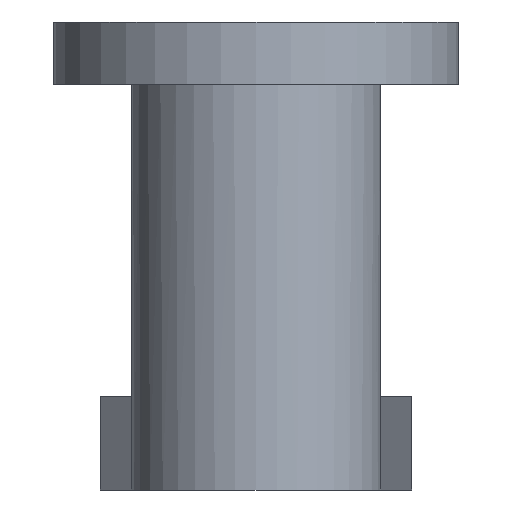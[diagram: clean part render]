
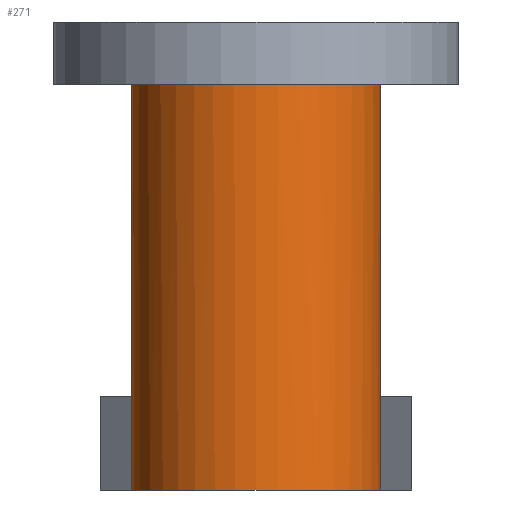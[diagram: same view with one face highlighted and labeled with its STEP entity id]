
A CAD part, left-side view. The second image highlights one B-rep face of the part: STEP entity #271.
In plain terms, the highlighted cylindrical face has radius 4 mm (diameter 8 mm), a full revolution.
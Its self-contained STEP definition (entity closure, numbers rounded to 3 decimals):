
#38=FACE_OUTER_BOUND('',#57,.T.);
#57=EDGE_LOOP('',(#217,#218,#219,#220,#221,#222,#223,#224));
#71=LINE('',#430,#91);
#77=LINE('',#445,#97);
#78=LINE('',#454,#98);
#91=VECTOR('',#346,10.);
#97=VECTOR('',#360,10.);
#98=VECTOR('',#373,4.);
#114=CIRCLE('',#306,4.);
#115=CIRCLE('',#307,4.);
#116=CIRCLE('',#309,4.);
#117=CIRCLE('',#311,4.);
#129=VERTEX_POINT('',#427);
#130=VERTEX_POINT('',#429);
#134=VERTEX_POINT('',#441);
#135=VERTEX_POINT('',#443);
#136=VERTEX_POINT('',#447);
#137=VERTEX_POINT('',#453);
#155=EDGE_CURVE('',#129,#130,#71,.T.);
#163=EDGE_CURVE('',#134,#135,#77,.T.);
#164=EDGE_CURVE('',#130,#136,#114,.T.);
#165=EDGE_CURVE('',#136,#135,#115,.T.);
#166=EDGE_CURVE('',#134,#129,#116,.T.);
#167=EDGE_CURVE('',#136,#137,#78,.T.);
#168=EDGE_CURVE('',#137,#137,#117,.T.);
#217=ORIENTED_EDGE('',*,*,#166,.F.);
#218=ORIENTED_EDGE('',*,*,#163,.T.);
#219=ORIENTED_EDGE('',*,*,#165,.F.);
#220=ORIENTED_EDGE('',*,*,#167,.T.);
#221=ORIENTED_EDGE('',*,*,#168,.F.);
#222=ORIENTED_EDGE('',*,*,#167,.F.);
#223=ORIENTED_EDGE('',*,*,#164,.F.);
#224=ORIENTED_EDGE('',*,*,#155,.F.);
#259=CYLINDRICAL_SURFACE('',#310,4.);
#271=ADVANCED_FACE('',(#38),#259,.T.);
#306=AXIS2_PLACEMENT_3D('',#448,#363,#364);
#307=AXIS2_PLACEMENT_3D('',#449,#365,#366);
#309=AXIS2_PLACEMENT_3D('',#451,#369,#370);
#310=AXIS2_PLACEMENT_3D('',#452,#371,#372);
#311=AXIS2_PLACEMENT_3D('',#455,#374,#375);
#346=DIRECTION('',(0.,0.,-1.));
#360=DIRECTION('',(0.,0.,-1.));
#363=DIRECTION('center_axis',(0.,0.,
-1.));
#364=DIRECTION('ref_axis',(-0.05,-0.999,0.));
#365=DIRECTION('center_axis',(0.,0.,
-1.));
#366=DIRECTION('ref_axis',(-0.05,-0.999,0.));
#369=DIRECTION('center_axis',(0.,0.,
-1.));
#370=DIRECTION('ref_axis',(1.,0.,0.));
#371=DIRECTION('center_axis',(0.,0.,-1.));
#372=DIRECTION('ref_axis',(1.,0.,0.));
#373=DIRECTION('',(0.,0.,1.));
#374=DIRECTION('center_axis',(0.,0.,
1.));
#375=DIRECTION('ref_axis',(1.,0.,0.));
#427=CARTESIAN_POINT('',(213.106,35.556,-16.484));
#429=CARTESIAN_POINT('',(213.106,35.556,-19.484));
#430=CARTESIAN_POINT('',(213.106,35.556,-16.484));
#441=CARTESIAN_POINT('',(213.106,43.546,-16.484));
#443=CARTESIAN_POINT('',(213.106,43.546,-19.484));
#445=CARTESIAN_POINT('',(213.106,43.546,-16.484));
#447=CARTESIAN_POINT('',(209.306,39.551,-19.484));
#448=CARTESIAN_POINT('Origin',(213.306,39.551,-19.484));
#449=CARTESIAN_POINT('Origin',(213.306,39.551,-19.484));
#451=CARTESIAN_POINT('Origin',(213.306,39.551,-16.484));
#452=CARTESIAN_POINT('Origin',(213.306,39.551,-6.484));
#453=CARTESIAN_POINT('',(209.306,39.551,-6.484));
#454=CARTESIAN_POINT('',(209.306,39.551,-6.484));
#455=CARTESIAN_POINT('Origin',(213.306,39.551,-6.484));
